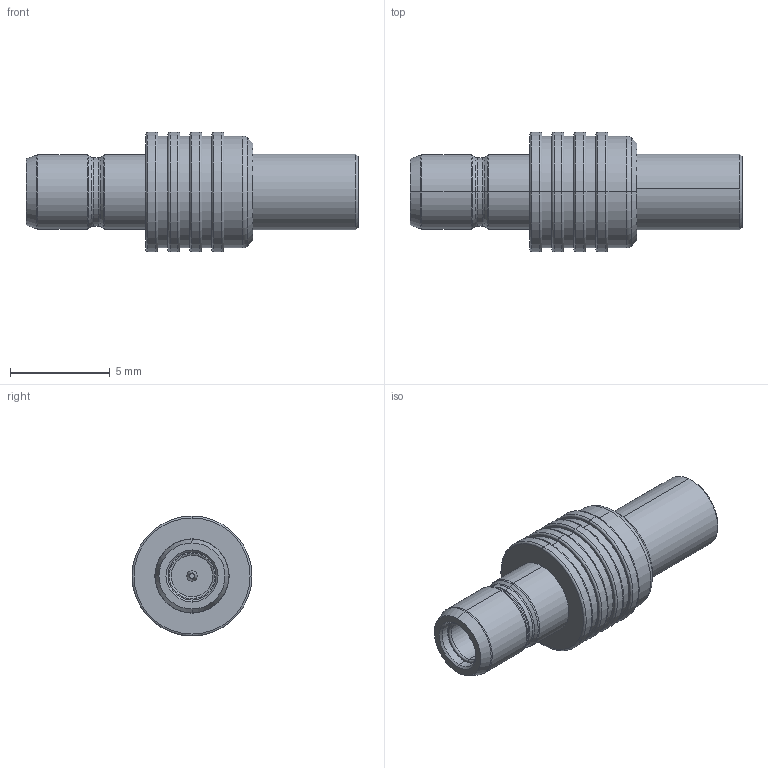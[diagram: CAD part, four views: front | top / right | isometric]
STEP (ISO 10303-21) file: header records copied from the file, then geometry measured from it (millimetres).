
FILE_DESCRIPTION (( 'STEP AP214' ), '1' );
FILE_NAME ('ÑÖÍÊ.434521.033ÑÁ_Âèëêà+äëÿ ïîòðåáèòåëÿ.STEP', '2018-11-30T07:44:51', ( 'User' ), ( '' ), 'SwSTEP 2.0', 'SolidWorks 2016', '' );
FILE_SCHEMA (( 'AUTOMOTIVE_DESIGN' ));
Length unit declared in the file: millimetre
Products named in the file (1): ÑÖÍÊ.434521.033ÑÁ_Âèëêà+äëÿ ïîòðåáèòåëÿ
Bounding box: 16.6 x 6 x 6 mm (x, y, z)
Volume: 226.1 mm3; surface area: 417.1 mm2
Topology: 1 solids, 1 shells, 119 faces, 238 edges, 136 vertices
Faces by surface type: cylinder 40, torus 32, cone 30, plane 17
Entity records: 4439 total; most frequent: DIRECTION 646, CARTESIAN_POINT 494, ORIENTED_EDGE 476, AXIS2_PLACEMENT_3D 288, EDGE_CURVE 238, CIRCLE 168, VERTEX_POINT 136, EDGE_LOOP 134
